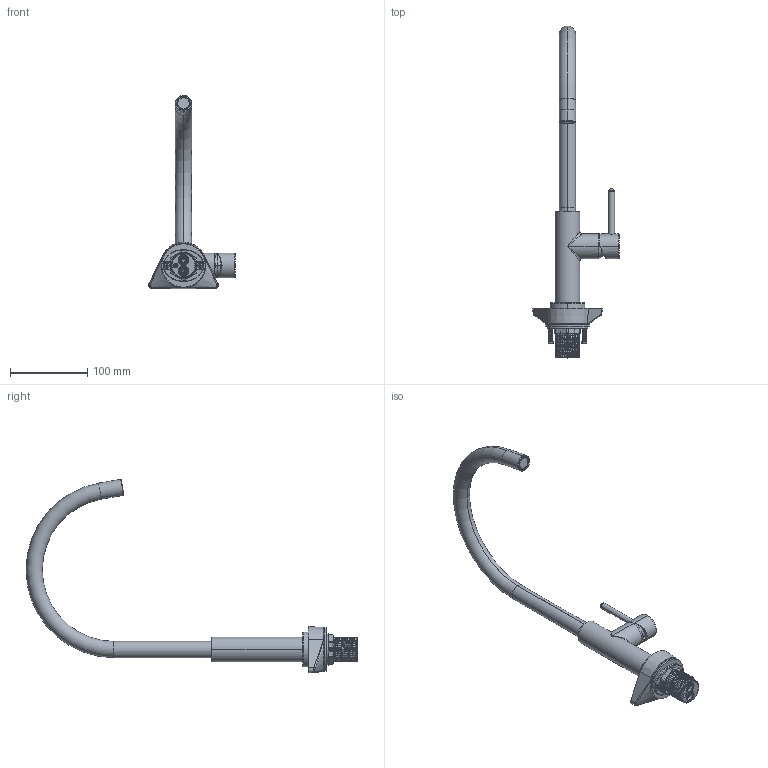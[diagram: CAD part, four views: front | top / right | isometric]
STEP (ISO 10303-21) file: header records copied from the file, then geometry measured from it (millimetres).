
FILE_DESCRIPTION((''),'2;1');
FILE_NAME('8_ASM','2021-01-09T',('Administrator'),(''),'PRO/ENGINEER BY PARAMETRIC TECHNOLOGY CORPORATION, 2013040','PRO/ENGINEER BY PARAMETRIC TECHNOLOGY CORPORATION, 2013040','');
FILE_SCHEMA(('CONFIG_CONTROL_DESIGN'));
Length unit declared in the file: millimetre
Products named in the file (32): SD520-0600ZHUTI_12; 9974328E_2; 1755001-07D_2; YAMAOGAIZI-9-23_2; DIZUO-111_AF0_6; 7-20_2; BUXIUGANGJIEGUAN_AF0_1; 7-17-_AF0_1; 7-17-_AF1_1; GUANIZ-975_AF0_2; GUANIZ-975_AF1_2; SHULIAOJIAN-99_AF0_1; 19-111_2; GUANZI-1111_5; QIPAOQI-165_1; 16-118-25-KAI_1; OXQ-16-222_1; M44444_2; LUOSI-M4-6663_2; OXQ-41-333_AF0_1; SANJIAOBAN-XIUGAI_STP_AF0_3; 25-25_AF0_1; 26-26_AF0_1; 27-27_AF0_1; LUOSI-20_AF0_1; LUOSI-20_AF1_1; OOO_1; SHOUBING-9-23_3; SHOUBINGGAN--9-523_4; KKKKKKKKKKKKK_2; SD520-0600_ASM_27_ASM; 8_ASM
Assembly tree (35 placements, depth 3):
  8_ASM
    SD520-0600_ASM_27_ASM
      SD520-0600ZHUTI_12
      9974328E_2
      1755001-07D_2
      YAMAOGAIZI-9-23_2
      DIZUO-111_AF0_6
      7-20_2  x2
      BUXIUGANGJIEGUAN_AF0_1
      7-17-_AF0_1
      7-17-_AF1_1
      GUANIZ-975_AF0_2
      GUANIZ-975_AF1_2
      SHULIAOJIAN-99_AF0_1
      19-111_2
      GUANZI-1111_5
      QIPAOQI-165_1
      16-118-25-KAI_1  x2
      OXQ-16-222_1  x2
      M44444_2
      LUOSI-M4-6663_2  x2
      OXQ-41-333_AF0_1
      SANJIAOBAN-XIUGAI_STP_AF0_3
      25-25_AF0_1
      26-26_AF0_1
      27-27_AF0_1
      LUOSI-20_AF0_1
      LUOSI-20_AF1_1
      OOO_1
      SHOUBING-9-23_3
      SHOUBINGGAN--9-523_4
      KKKKKKKKKKKKK_2
Bounding box: 112 x 429.33 x 250.25 mm (x, y, z)
Volume: 186542.9 mm3; surface area: 181195.8 mm2
Topology: 34 solids, 34 shells, 1209 faces, 3271 edges, 2170 vertices
Faces by surface type: cylinder 548, plane 307, cone 152, bspline 141, torus 53, sphere 6, extrusion 2
Entity records: 71951 total; most frequent: CARTESIAN_POINT 44100, ORIENTED_EDGE 6022, DIRECTION 5313, EDGE_CURVE 3011, AXIS2_PLACEMENT_3D 2133, VERTEX_POINT 2000, EDGE_LOOP 1255, FACE_OUTER_BOUND 1131
